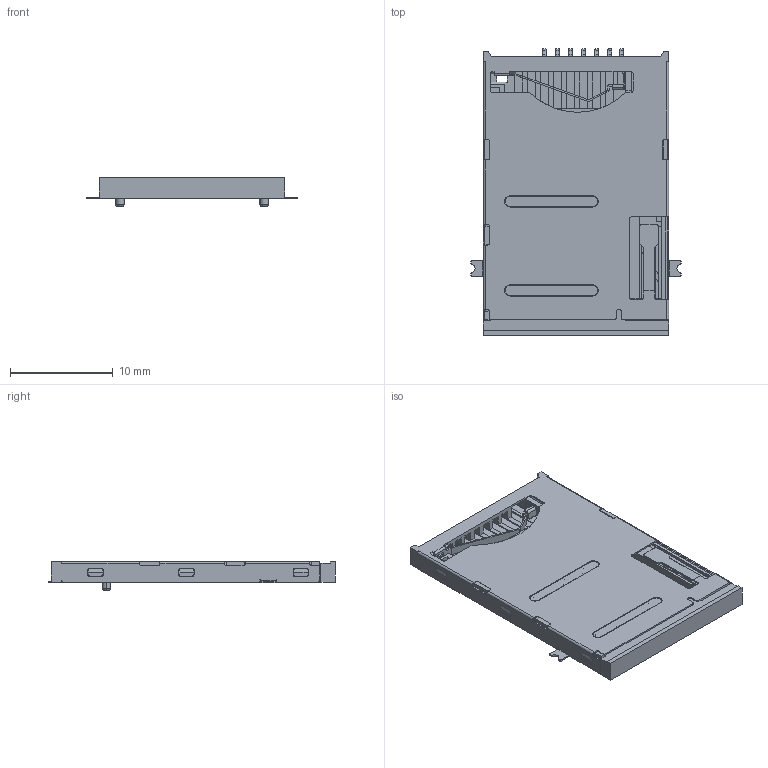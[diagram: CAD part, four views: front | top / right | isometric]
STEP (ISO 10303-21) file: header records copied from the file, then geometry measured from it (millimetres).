
FILE_DESCRIPTION (( 'STEP AP214' ), '1' );
FILE_NAME ('FCD517-7M-REF .STEP', '2025-02-08T07:09:02', ( '' ), ( '' ), 'SwSTEP 2.0', 'SolidWorks 2021', '' );
FILE_SCHEMA (( 'AUTOMOTIVE_DESIGN' ));
Length unit declared in the file: millimetre
Products named in the file (1): FCD517-7M-REF 
Bounding box: 20.4 x 27.85 x 2.8 mm (x, y, z)
Volume: 610.7 mm3; surface area: 2389.1 mm2
Topology: 1 solids, 1 shells, 1137 faces, 3035 edges, 1851 vertices
Faces by surface type: plane 863, cylinder 258, torus 14, bspline 2
Entity records: 40954 total; most frequent: CARTESIAN_POINT 12312, ORIENTED_EDGE 6070, DIRECTION 5828, EDGE_CURVE 3035, LINE 2448, VECTOR 2448, VERTEX_POINT 1851, AXIS2_PLACEMENT_3D 1690
